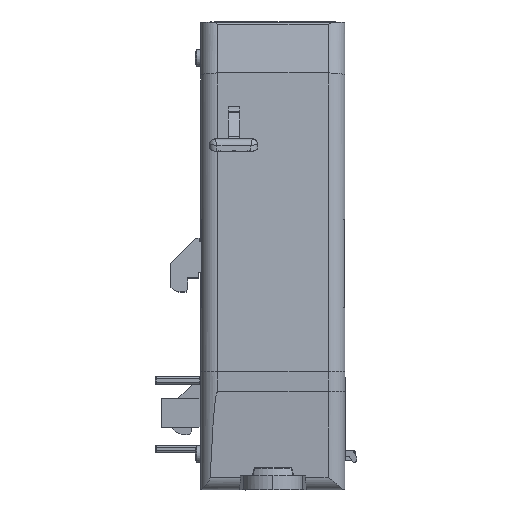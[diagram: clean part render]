
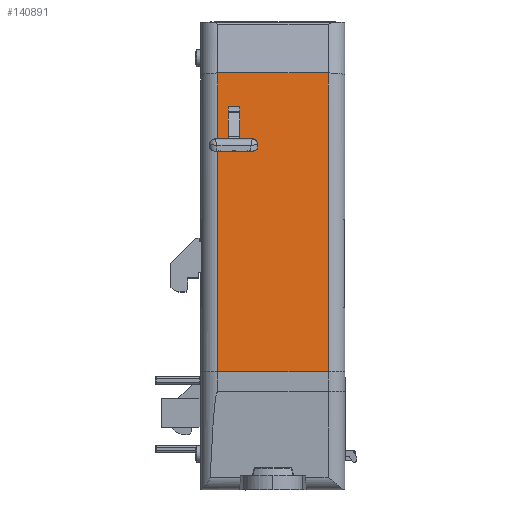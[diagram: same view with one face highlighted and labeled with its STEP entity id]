
A CAD part, front view. The second image highlights one B-rep face of the part: STEP entity #140891.
In plain terms, the highlighted planar face has unit normal (0, -0.999, 0.044).
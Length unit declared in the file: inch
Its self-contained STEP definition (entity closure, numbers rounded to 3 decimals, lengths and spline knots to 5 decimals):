
#1142 = DIRECTION ( 'NONE',  ( 0., 0.044, 0.999 ) ) ;
#1585 = FACE_OUTER_BOUND ( 'NONE', #6310, .T. ) ;
#3785 = AXIS2_PLACEMENT_3D ( 'NONE', #182656, #69776, #82863 ) ;
#4319 = ORIENTED_EDGE ( 'NONE', *, *, #102126, .T. ) ;
#6310 = EDGE_LOOP ( 'NONE', ( #120159, #4319, #103801, #135732 ) ) ;
#6922 = ORIENTED_EDGE ( 'NONE', *, *, #36888, .T. ) ;
#11812 = CARTESIAN_POINT ( 'NONE',  ( -0.13567, -1.74776, -0.49051 ) ) ;
#12174 = VERTEX_POINT ( 'NONE', #132887 ) ;
#14166 = CARTESIAN_POINT ( 'NONE',  ( 0.63541, -1.75976, -0.76539 ) ) ;
#17236 = EDGE_CURVE ( 'NONE', #66878, #120437, #169261, .T. ) ;
#26581 = EDGE_CURVE ( 'NONE', #75516, #120692, #76786, .T. ) ;
#28261 = LINE ( 'NONE', #55290, #74839 ) ;
#32988 = ORIENTED_EDGE ( 'NONE', *, *, #121425, .F. ) ;
#36551 = CARTESIAN_POINT ( 'NONE',  ( -0.24746, -1.82827, -2.33452 ) ) ;
#36888 = EDGE_CURVE ( 'NONE', #75516, #103664, #104051, .T. ) ;
#39095 = VECTOR ( 'NONE', #72286, 39.37008 ) ;
#45561 = DIRECTION ( 'NONE',  ( 0., -0.044, -0.999 ) ) ;
#46254 = CARTESIAN_POINT ( 'NONE',  ( -0.17505, -1.74776, -0.49051 ) ) ;
#47034 = VECTOR ( 'NONE', #139475, 39.37008 ) ;
#51436 = DIRECTION ( 'NONE',  ( 0., -0.044, -0.999 ) ) ;
#55290 = CARTESIAN_POINT ( 'NONE',  ( 0.63541, -1.82827, -2.33452 ) ) ;
#59466 = EDGE_CURVE ( 'NONE', #120437, #12174, #164196, .T. ) ;
#60534 = VECTOR ( 'NONE', #175037, 39.37008 ) ;
#66878 = VERTEX_POINT ( 'NONE', #84125 ) ;
#66984 = VERTEX_POINT ( 'NONE', #172052 ) ;
#68920 = EDGE_CURVE ( 'NONE', #136416, #120692, #75540, .T. ) ;
#69776 = DIRECTION ( 'NONE',  ( 0., -0.999, 0.044 ) ) ;
#72286 = DIRECTION ( 'NONE',  ( 1., 0., 0. ) ) ;
#74839 = VECTOR ( 'NONE', #154520, 39.37008 ) ;
#75516 = VERTEX_POINT ( 'NONE', #173952 ) ;
#75540 = LINE ( 'NONE', #87231, #179994 ) ;
#76786 = LINE ( 'NONE', #14166, #39095 ) ;
#82863 = DIRECTION ( 'NONE',  ( 0., -0.044, -0.999 ) ) ;
#84125 = CARTESIAN_POINT ( 'NONE',  ( 0.51828, -1.73772, -0.26054 ) ) ;
#84860 = LINE ( 'NONE', #11812, #47034 ) ;
#87162 = ORIENTED_EDGE ( 'NONE', *, *, #26581, .F. ) ;
#87231 = CARTESIAN_POINT ( 'NONE',  ( -0.09629, -1.92586, -4.56957 ) ) ;
#97199 = PLANE ( 'NONE',  #3785 ) ;
#99224 = CARTESIAN_POINT ( 'NONE',  ( -0.09629, -1.74776, -0.49051 ) ) ;
#102126 = EDGE_CURVE ( 'NONE', #66984, #66878, #132961, .T. ) ;
#103664 = VERTEX_POINT ( 'NONE', #46254 ) ;
#103801 = ORIENTED_EDGE ( 'NONE', *, *, #17236, .T. ) ;
#104051 = LINE ( 'NONE', #176391, #166081 ) ;
#106449 = ORIENTED_EDGE ( 'NONE', *, *, #68920, .T. ) ;
#117127 = EDGE_LOOP ( 'NONE', ( #32988, #106449, #87162, #6922 ) ) ;
#120159 = ORIENTED_EDGE ( 'NONE', *, *, #152654, .F. ) ;
#120437 = VERTEX_POINT ( 'NONE', #143774 ) ;
#120692 = VERTEX_POINT ( 'NONE', #176399 ) ;
#121425 = EDGE_CURVE ( 'NONE', #136416, #103664, #84860, .T. ) ;
#123616 = FACE_BOUND ( 'NONE', #117127, .T. ) ;
#132391 = CARTESIAN_POINT ( 'NONE',  ( 0.63541, -1.73772, -0.26054 ) ) ;
#132887 = CARTESIAN_POINT ( 'NONE',  ( -0.24746, -1.82827, -2.33452 ) ) ;
#132961 = LINE ( 'NONE', #143083, #137459 ) ;
#135020 = DIRECTION ( 'NONE',  ( 0., 0.044, 0.999 ) ) ;
#135732 = ORIENTED_EDGE ( 'NONE', *, *, #59466, .T. ) ;
#136416 = VERTEX_POINT ( 'NONE', #99224 ) ;
#137459 = VECTOR ( 'NONE', #1142, 39.37008 ) ;
#139475 = DIRECTION ( 'NONE',  ( -1., 0., 0. ) ) ;
#140891 = ADVANCED_FACE ( 'NONE', ( #1585, #123616 ), #97199, .T. ) ;
#143083 = CARTESIAN_POINT ( 'NONE',  ( 0.51828, -1.92586, -4.56957 ) ) ;
#143774 = CARTESIAN_POINT ( 'NONE',  ( -0.24746, -1.73772, -0.26054 ) ) ;
#152654 = EDGE_CURVE ( 'NONE', #66984, #12174, #28261, .T. ) ;
#153210 = VECTOR ( 'NONE', #51436, 39.37008 ) ;
#154520 = DIRECTION ( 'NONE',  ( -1., 0., 0. ) ) ;
#164196 = LINE ( 'NONE', #36551, #153210 ) ;
#166081 = VECTOR ( 'NONE', #135020, 39.37008 ) ;
#169261 = LINE ( 'NONE', #132391, #60534 ) ;
#172052 = CARTESIAN_POINT ( 'NONE',  ( 0.51828, -1.82827, -2.33452 ) ) ;
#173952 = CARTESIAN_POINT ( 'NONE',  ( -0.17505, -1.75976, -0.76539 ) ) ;
#175037 = DIRECTION ( 'NONE',  ( -1., 0., 0. ) ) ;
#176391 = CARTESIAN_POINT ( 'NONE',  ( -0.17505, -1.92586, -4.56957 ) ) ;
#176399 = CARTESIAN_POINT ( 'NONE',  ( -0.09629, -1.75976, -0.76539 ) ) ;
#179994 = VECTOR ( 'NONE', #45561, 39.37008 ) ;
#182656 = CARTESIAN_POINT ( 'NONE',  ( 0.63541, -1.92586, -4.56957 ) ) ;
